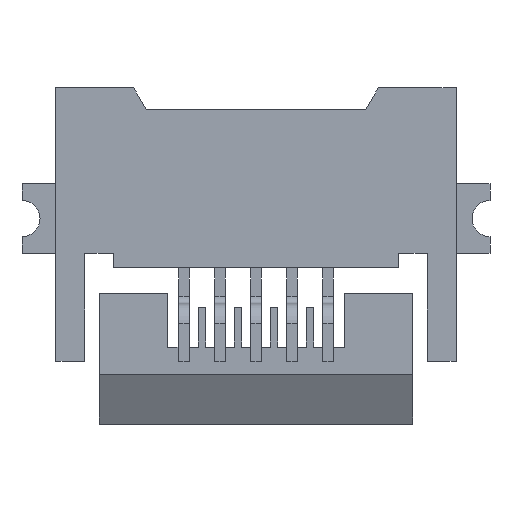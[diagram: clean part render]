
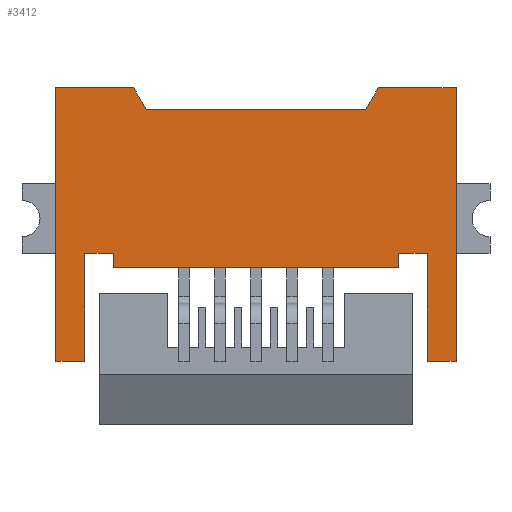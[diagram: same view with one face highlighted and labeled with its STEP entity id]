
A CAD part, front view. The second image highlights one B-rep face of the part: STEP entity #3412.
In plain terms, the highlighted planar face has unit normal (0, -1, 0).
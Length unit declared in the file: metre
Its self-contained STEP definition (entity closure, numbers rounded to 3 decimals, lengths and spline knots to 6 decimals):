
#291=ORIENTED_EDGE('',*,*,#1234,.T.);
#292=ORIENTED_EDGE('',*,*,#1269,.F.);
#293=ORIENTED_EDGE('',*,*,#1266,.F.);
#294=ORIENTED_EDGE('',*,*,#1263,.F.);
#295=ORIENTED_EDGE('',*,*,#1261,.T.);
#296=ORIENTED_EDGE('',*,*,#1220,.F.);
#297=ORIENTED_EDGE('',*,*,#1258,.T.);
#298=ORIENTED_EDGE('',*,*,#1253,.T.);
#299=ORIENTED_EDGE('',*,*,#1251,.T.);
#300=ORIENTED_EDGE('',*,*,#1249,.F.);
#301=ORIENTED_EDGE('',*,*,#1247,.T.);
#302=ORIENTED_EDGE('',*,*,#1245,.T.);
#303=ORIENTED_EDGE('',*,*,#1243,.T.);
#304=ORIENTED_EDGE('',*,*,#1241,.T.);
#305=ORIENTED_EDGE('',*,*,#1239,.T.);
#306=ORIENTED_EDGE('',*,*,#1237,.T.);
#1220=EDGE_CURVE('',#1728,#1729,#2067,.T.);
#1234=EDGE_CURVE('',#1738,#1737,#2081,.T.);
#1237=EDGE_CURVE('',#1739,#1738,#2084,.T.);
#1239=EDGE_CURVE('',#1740,#1739,#2086,.T.);
#1241=EDGE_CURVE('',#1741,#1740,#2088,.T.);
#1243=EDGE_CURVE('',#1742,#1741,#2090,.T.);
#1245=EDGE_CURVE('',#1743,#1742,#2092,.T.);
#1247=EDGE_CURVE('',#1744,#1743,#2094,.T.);
#1249=EDGE_CURVE('',#1744,#1745,#2096,.T.);
#1251=EDGE_CURVE('',#1746,#1745,#2098,.T.);
#1253=EDGE_CURVE('',#1747,#1746,#2100,.T.);
#1258=EDGE_CURVE('',#1728,#1747,#2105,.T.);
#1261=EDGE_CURVE('',#1750,#1729,#2108,.T.);
#1263=EDGE_CURVE('',#1750,#1753,#2110,.T.);
#1266=EDGE_CURVE('',#1753,#1755,#2113,.T.);
#1269=EDGE_CURVE('',#1755,#1737,#2116,.T.);
#1728=VERTEX_POINT('',#4815);
#1729=VERTEX_POINT('',#4817);
#1737=VERTEX_POINT('',#4842);
#1738=VERTEX_POINT('',#4844);
#1739=VERTEX_POINT('',#4849);
#1740=VERTEX_POINT('',#4853);
#1741=VERTEX_POINT('',#4857);
#1742=VERTEX_POINT('',#4861);
#1743=VERTEX_POINT('',#4865);
#1744=VERTEX_POINT('',#4869);
#1745=VERTEX_POINT('',#4873);
#1746=VERTEX_POINT('',#4877);
#1747=VERTEX_POINT('',#4881);
#1750=VERTEX_POINT('',#4892);
#1753=VERTEX_POINT('',#4900);
#1755=VERTEX_POINT('',#4906);
#2067=LINE('',#4816,#2480);
#2081=LINE('',#4843,#2494);
#2084=LINE('',#4848,#2497);
#2086=LINE('',#4852,#2499);
#2088=LINE('',#4856,#2501);
#2090=LINE('',#4860,#2503);
#2092=LINE('',#4864,#2505);
#2094=LINE('',#4868,#2507);
#2096=LINE('',#4872,#2509);
#2098=LINE('',#4876,#2511);
#2100=LINE('',#4880,#2513);
#2105=LINE('',#4889,#2518);
#2108=LINE('',#4895,#2521);
#2110=LINE('',#4899,#2523);
#2113=LINE('',#4905,#2526);
#2116=LINE('',#4910,#2529);
#2480=VECTOR('',#3940,1.);
#2494=VECTOR('',#3962,1.);
#2497=VECTOR('',#3967,1.);
#2499=VECTOR('',#3971,1.);
#2501=VECTOR('',#3975,1.);
#2503=VECTOR('',#3979,1.);
#2505=VECTOR('',#3983,1.);
#2507=VECTOR('',#3987,1.);
#2509=VECTOR('',#3991,1.);
#2511=VECTOR('',#3995,1.);
#2513=VECTOR('',#3999,1.);
#2518=VECTOR('',#4006,1.);
#2521=VECTOR('',#4011,1.);
#2523=VECTOR('',#4015,1.);
#2526=VECTOR('',#4020,1.);
#2529=VECTOR('',#4025,1.);
#2883=EDGE_LOOP('',(#291,#292,#293,#294,#295,#296,#297,#298,#299,#300,#301,
#302,#303,#304,#305,#306));
#3076=FACE_BOUND('',#2883,.T.);
#3269=PLANE('',#3707);
#3412=ADVANCED_FACE('',(#3076),#3269,.F.);
#3707=AXIS2_PLACEMENT_3D('',#4911,#4026,#4027);
#3940=DIRECTION('',(1.,0.,0.));
#3962=DIRECTION('',(0.,0.,1.));
#3967=DIRECTION('',(1.,0.,0.));
#3971=DIRECTION('',(0.,0.,-1.));
#3975=DIRECTION('',(1.,0.,0.));
#3979=DIRECTION('',(0.,0.,1.));
#3983=DIRECTION('',(1.,0.,0.));
#3987=DIRECTION('',(0.,0.,-1.));
#3991=DIRECTION('',(-1.,0.,0.));
#3995=DIRECTION('',(0.,0.,1.));
#3999=DIRECTION('',(1.,0.,0.));
#4006=DIRECTION('',(0.,0.,-1.));
#4011=DIRECTION('',(-0.5,0.,0.866));
#4015=DIRECTION('',(1.,0.,0.));
#4020=DIRECTION('',(0.5,0.,0.866));
#4025=DIRECTION('',(1.,0.,0.));
#4026=DIRECTION('',(0.,1.,0.));
#4027=DIRECTION('',(1.,0.,0.));
#4815=CARTESIAN_POINT('',(-0.00278,-0.0012,0.00133));
#4816=CARTESIAN_POINT('',(-0.002649,-0.0012,0.00133));
#4817=CARTESIAN_POINT('',(-0.001698,-0.0012,0.00133));
#4842=CARTESIAN_POINT('',(0.00278,-0.0012,0.00133));
#4843=CARTESIAN_POINT('',(0.00278,-0.0012,0.000863));
#4844=CARTESIAN_POINT('',(0.00278,-0.0012,-0.00247));
#4848=CARTESIAN_POINT('',(0.00258,-0.0012,-0.00247));
#4849=CARTESIAN_POINT('',(0.00238,-0.0012,-0.00247));
#4852=CARTESIAN_POINT('',(0.00238,-0.0012,-0.00172));
#4853=CARTESIAN_POINT('',(0.00238,-0.0012,-0.00097));
#4856=CARTESIAN_POINT('',(0.00218,-0.0012,-0.00097));
#4857=CARTESIAN_POINT('',(0.00198,-0.0012,-0.00097));
#4860=CARTESIAN_POINT('',(0.00198,-0.0012,-0.00107));
#4861=CARTESIAN_POINT('',(0.00198,-0.0012,-0.00117));
#4864=CARTESIAN_POINT('',(0.001528,-0.0012,-0.00117));
#4865=CARTESIAN_POINT('',(-0.00198,-0.0012,-0.00117));
#4868=CARTESIAN_POINT('',(-0.00198,-0.0012,-0.00107));
#4869=CARTESIAN_POINT('',(-0.00198,-0.0012,-0.00097));
#4872=CARTESIAN_POINT('',(-0.00218,-0.0012,-0.00097));
#4873=CARTESIAN_POINT('',(-0.00238,-0.0012,-0.00097));
#4876=CARTESIAN_POINT('',(-0.00238,-0.0012,-0.00172));
#4877=CARTESIAN_POINT('',(-0.00238,-0.0012,-0.00247));
#4880=CARTESIAN_POINT('',(-0.00258,-0.0012,-0.00247));
#4881=CARTESIAN_POINT('',(-0.00278,-0.0012,-0.00247));
#4889=CARTESIAN_POINT('',(-0.00278,-0.0012,-0.00172));
#4892=CARTESIAN_POINT('',(-0.001525,-0.0012,0.00103));
#4895=CARTESIAN_POINT('',(-0.001612,-0.0012,0.00118));
#4899=CARTESIAN_POINT('',(0.,-0.0012,0.00103));
#4900=CARTESIAN_POINT('',(0.001525,-0.0012,0.00103));
#4905=CARTESIAN_POINT('',(0.001612,-0.0012,0.00118));
#4906=CARTESIAN_POINT('',(0.001698,-0.0012,0.00133));
#4910=CARTESIAN_POINT('',(0.001937,-0.0012,0.00133));
#4911=CARTESIAN_POINT('',(0.,-0.0012,-0.00057));
